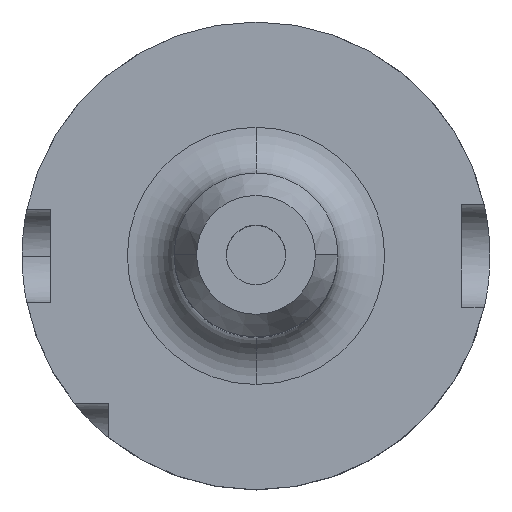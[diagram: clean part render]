
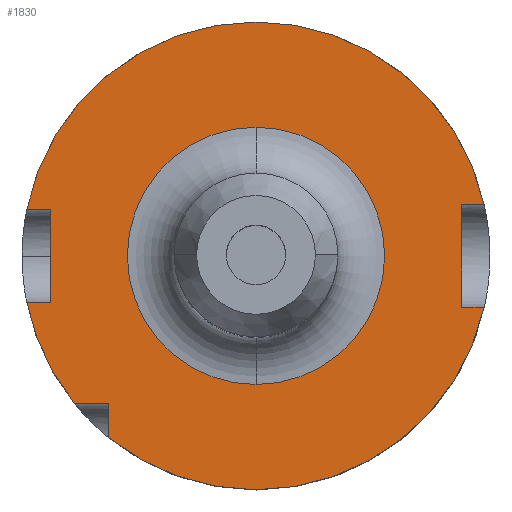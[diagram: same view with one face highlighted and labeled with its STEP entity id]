
A CAD part, top view. The second image highlights one B-rep face of the part: STEP entity #1830.
In plain terms, the highlighted planar face has unit normal (0, 0, 1).
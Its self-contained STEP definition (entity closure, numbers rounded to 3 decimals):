
#2 = LINE ( 'NONE', #83, #1925 ) ;
#18 = VERTEX_POINT ( 'NONE', #160 ) ;
#49 = DIRECTION ( 'NONE',  ( 0., 1., 0. ) ) ;
#76 = EDGE_CURVE ( 'NONE', #1197, #892, #594, .T. ) ;
#83 = CARTESIAN_POINT ( 'NONE',  ( 0., 11., 29. ) ) ;
#92 = AXIS2_PLACEMENT_3D ( 'NONE', #443, #247, #1085 ) ;
#107 = CARTESIAN_POINT ( 'NONE',  ( -38.83, -31.5, 29. ) ) ;
#133 = ORIENTED_EDGE ( 'NONE', *, *, #2344, .F. ) ;
#159 = DIRECTION ( 'NONE',  ( 0., -1., 0. ) ) ;
#160 = CARTESIAN_POINT ( 'NONE',  ( -44., 10., 29. ) ) ;
#180 = EDGE_CURVE ( 'NONE', #18, #1424, #888, .T. ) ;
#198 = CARTESIAN_POINT ( 'NONE',  ( 44., 11., 29. ) ) ;
#208 = AXIS2_PLACEMENT_3D ( 'NONE', #2265, #990, #1433 ) ;
#237 = DIRECTION ( 'NONE',  ( 0., 0., -1. ) ) ;
#239 = DIRECTION ( 'NONE',  ( -1., 0., 0. ) ) ;
#247 = DIRECTION ( 'NONE',  ( 0., 0., -1. ) ) ;
#284 = VERTEX_POINT ( 'NONE', #1958 ) ;
#292 = AXIS2_PLACEMENT_3D ( 'NONE', #1902, #839, #1460 ) ;
#338 = EDGE_LOOP ( 'NONE', ( #1869, #2288 ) ) ;
#390 = ORIENTED_EDGE ( 'NONE', *, *, #1831, .F. ) ;
#443 = CARTESIAN_POINT ( 'NONE',  ( 0., 0., 29. ) ) ;
#445 = CIRCLE ( 'NONE', #1964, 50. ) ;
#489 = DIRECTION ( 'NONE',  ( 1., 0., 0. ) ) ;
#538 = VECTOR ( 'NONE', #2753, 1000. ) ;
#581 = DIRECTION ( 'NONE',  ( 0., 1., 0. ) ) ;
#585 = ORIENTED_EDGE ( 'NONE', *, *, #76, .F. ) ;
#594 = CIRCLE ( 'NONE', #208, 50. ) ;
#609 = CARTESIAN_POINT ( 'NONE',  ( 0., 0., 29. ) ) ;
#660 = VERTEX_POINT ( 'NONE', #1389 ) ;
#668 = CARTESIAN_POINT ( 'NONE',  ( -48.99, 10., 29. ) ) ;
#669 = ORIENTED_EDGE ( 'NONE', *, *, #1983, .F. ) ;
#676 = CARTESIAN_POINT ( 'NONE',  ( -44., -10., 29. ) ) ;
#681 = CARTESIAN_POINT ( 'NONE',  ( 44., -11., 29. ) ) ;
#757 = EDGE_CURVE ( 'NONE', #18, #1197, #2667, .T. ) ;
#839 = DIRECTION ( 'NONE',  ( 0., 0., 1. ) ) ;
#888 = LINE ( 'NONE', #676, #2602 ) ;
#889 = VECTOR ( 'NONE', #1710, 1000. ) ;
#892 = VERTEX_POINT ( 'NONE', #2189 ) ;
#903 = DIRECTION ( 'NONE',  ( 0., -1., 0. ) ) ;
#950 = EDGE_CURVE ( 'NONE', #1970, #2166, #2526, .T. ) ;
#965 = EDGE_LOOP ( 'NONE', ( #2143, #1988, #2680, #2127, #2191, #2233, #390, #585, #1595, #1053, #669, #133 ) ) ;
#972 = CIRCLE ( 'NONE', #92, 27.5 ) ;
#990 = DIRECTION ( 'NONE',  ( 0., 0., -1. ) ) ;
#1042 = CIRCLE ( 'NONE', #2230, 27.5 ) ;
#1053 = ORIENTED_EDGE ( 'NONE', *, *, #180, .T. ) ;
#1059 = CARTESIAN_POINT ( 'NONE',  ( -31.5, 9.906, 29. ) ) ;
#1085 = DIRECTION ( 'NONE',  ( 0., -1., 0. ) ) ;
#1163 = CARTESIAN_POINT ( 'NONE',  ( 0., 10., 29. ) ) ;
#1183 = DIRECTION ( 'NONE',  ( 0., 1., 0. ) ) ;
#1188 = VERTEX_POINT ( 'NONE', #1275 ) ;
#1197 = VERTEX_POINT ( 'NONE', #668 ) ;
#1199 = CARTESIAN_POINT ( 'NONE',  ( 0., -27.5, 29. ) ) ;
#1207 = EDGE_CURVE ( 'NONE', #1775, #1452, #972, .T. ) ;
#1242 = AXIS2_PLACEMENT_3D ( 'NONE', #1542, #237, #49 ) ;
#1245 = CARTESIAN_POINT ( 'NONE',  ( 0., 27.5, 29. ) ) ;
#1275 = CARTESIAN_POINT ( 'NONE',  ( -31.5, -31.5, 29. ) ) ;
#1300 = LINE ( 'NONE', #1059, #1691 ) ;
#1310 = CARTESIAN_POINT ( 'NONE',  ( 0., -31.5, 29. ) ) ;
#1323 = CIRCLE ( 'NONE', #1242, 50. ) ;
#1343 = EDGE_CURVE ( 'NONE', #1452, #1775, #1042, .T. ) ;
#1355 = AXIS2_PLACEMENT_3D ( 'NONE', #609, #1477, #2524 ) ;
#1389 = CARTESIAN_POINT ( 'NONE',  ( -48.99, -10., 29. ) ) ;
#1404 = FACE_OUTER_BOUND ( 'NONE', #965, .T. ) ;
#1415 = DIRECTION ( 'NONE',  ( 0., -1., 0. ) ) ;
#1424 = VERTEX_POINT ( 'NONE', #2782 ) ;
#1433 = DIRECTION ( 'NONE',  ( 0., 1., 0. ) ) ;
#1435 = DIRECTION ( 'NONE',  ( 0., 0., -1. ) ) ;
#1449 = VERTEX_POINT ( 'NONE', #2272 ) ;
#1451 = CARTESIAN_POINT ( 'NONE',  ( 0., 0., 29. ) ) ;
#1452 = VERTEX_POINT ( 'NONE', #1199 ) ;
#1460 = DIRECTION ( 'NONE',  ( 0., -1., 0. ) ) ;
#1477 = DIRECTION ( 'NONE',  ( 0., 0., -1. ) ) ;
#1507 = VERTEX_POINT ( 'NONE', #107 ) ;
#1542 = CARTESIAN_POINT ( 'NONE',  ( 0., 0., 29. ) ) ;
#1595 = ORIENTED_EDGE ( 'NONE', *, *, #757, .F. ) ;
#1617 = EDGE_CURVE ( 'NONE', #1188, #1507, #2276, .T. ) ;
#1649 = DIRECTION ( 'NONE',  ( 0., 0., -1. ) ) ;
#1691 = VECTOR ( 'NONE', #581, 1000. ) ;
#1710 = DIRECTION ( 'NONE',  ( 1., 0., 0. ) ) ;
#1720 = CARTESIAN_POINT ( 'NONE',  ( -31.5, -38.83, 29. ) ) ;
#1744 = LINE ( 'NONE', #1934, #889 ) ;
#1775 = VERTEX_POINT ( 'NONE', #1245 ) ;
#1830 = ADVANCED_FACE ( 'NONE', ( #2008, #1404 ), #2310, .T. ) ;
#1831 = EDGE_CURVE ( 'NONE', #892, #284, #2357, .T. ) ;
#1856 = CARTESIAN_POINT ( 'NONE',  ( 44., -11., 29. ) ) ;
#1869 = ORIENTED_EDGE ( 'NONE', *, *, #1343, .T. ) ;
#1902 = CARTESIAN_POINT ( 'NONE',  ( 0., 9.906, 29. ) ) ;
#1925 = VECTOR ( 'NONE', #489, 1000. ) ;
#1934 = CARTESIAN_POINT ( 'NONE',  ( 0., -10., 29. ) ) ;
#1953 = VECTOR ( 'NONE', #1415, 1000. ) ;
#1958 = CARTESIAN_POINT ( 'NONE',  ( 48.775, 11., 29. ) ) ;
#1964 = AXIS2_PLACEMENT_3D ( 'NONE', #2468, #1435, #1183 ) ;
#1970 = VERTEX_POINT ( 'NONE', #198 ) ;
#1983 = EDGE_CURVE ( 'NONE', #660, #1424, #1744, .T. ) ;
#1988 = ORIENTED_EDGE ( 'NONE', *, *, #2511, .F. ) ;
#2005 = VERTEX_POINT ( 'NONE', #1720 ) ;
#2008 = FACE_BOUND ( 'NONE', #338, .T. ) ;
#2065 = EDGE_CURVE ( 'NONE', #1449, #2005, #1323, .T. ) ;
#2127 = ORIENTED_EDGE ( 'NONE', *, *, #2570, .T. ) ;
#2143 = ORIENTED_EDGE ( 'NONE', *, *, #1617, .F. ) ;
#2166 = VERTEX_POINT ( 'NONE', #681 ) ;
#2189 = CARTESIAN_POINT ( 'NONE',  ( 0., 50., 29. ) ) ;
#2191 = ORIENTED_EDGE ( 'NONE', *, *, #950, .F. ) ;
#2230 = AXIS2_PLACEMENT_3D ( 'NONE', #1451, #1649, #159 ) ;
#2233 = ORIENTED_EDGE ( 'NONE', *, *, #2264, .T. ) ;
#2253 = VECTOR ( 'NONE', #2657, 1000. ) ;
#2264 = EDGE_CURVE ( 'NONE', #1970, #284, #2, .T. ) ;
#2265 = CARTESIAN_POINT ( 'NONE',  ( 0., 0., 29. ) ) ;
#2272 = CARTESIAN_POINT ( 'NONE',  ( 48.775, -11., 29. ) ) ;
#2276 = LINE ( 'NONE', #1310, #2807 ) ;
#2288 = ORIENTED_EDGE ( 'NONE', *, *, #1207, .T. ) ;
#2307 = CARTESIAN_POINT ( 'NONE',  ( 0., -11., 29. ) ) ;
#2310 = PLANE ( 'NONE',  #292 ) ;
#2344 = EDGE_CURVE ( 'NONE', #1507, #660, #445, .T. ) ;
#2357 = CIRCLE ( 'NONE', #1355, 50. ) ;
#2370 = LINE ( 'NONE', #2307, #538 ) ;
#2468 = CARTESIAN_POINT ( 'NONE',  ( 0., 0., 29. ) ) ;
#2511 = EDGE_CURVE ( 'NONE', #2005, #1188, #1300, .T. ) ;
#2524 = DIRECTION ( 'NONE',  ( 0., 1., 0. ) ) ;
#2526 = LINE ( 'NONE', #1856, #1953 ) ;
#2570 = EDGE_CURVE ( 'NONE', #1449, #2166, #2370, .T. ) ;
#2602 = VECTOR ( 'NONE', #903, 1000. ) ;
#2657 = DIRECTION ( 'NONE',  ( -1., 0., 0. ) ) ;
#2667 = LINE ( 'NONE', #1163, #2253 ) ;
#2680 = ORIENTED_EDGE ( 'NONE', *, *, #2065, .F. ) ;
#2753 = DIRECTION ( 'NONE',  ( -1., 0., 0. ) ) ;
#2782 = CARTESIAN_POINT ( 'NONE',  ( -44., -10., 29. ) ) ;
#2807 = VECTOR ( 'NONE', #239, 1000. ) ;
